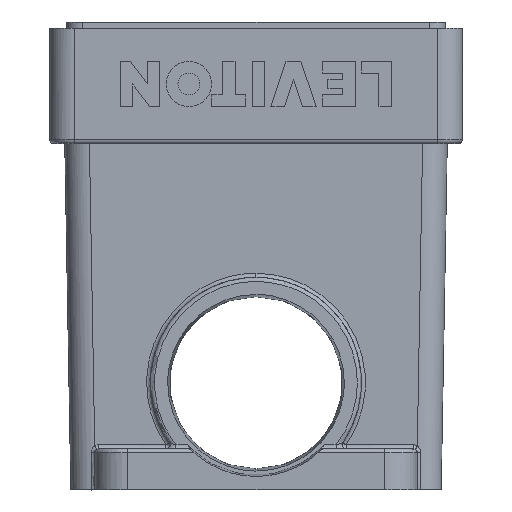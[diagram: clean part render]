
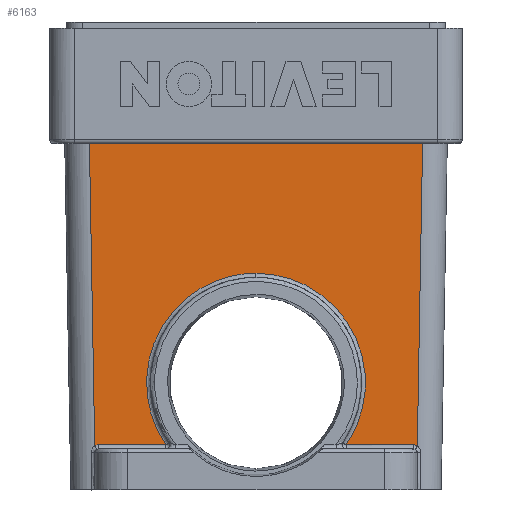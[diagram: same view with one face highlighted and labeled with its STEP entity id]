
A CAD part, front view. The second image highlights one B-rep face of the part: STEP entity #6163.
In plain terms, the highlighted planar face has unit normal (0, -1, -0.018).
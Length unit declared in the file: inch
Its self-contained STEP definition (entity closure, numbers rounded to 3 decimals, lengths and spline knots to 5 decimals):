
#150 = DIRECTION ( 'NONE',  ( 1., 0., 0. ) ) ;
#1061 = CARTESIAN_POINT ( 'NONE',  ( 1.72617, -0.91437, -2.78248 ) ) ;
#1254 = ORIENTED_EDGE ( 'NONE', *, *, #21794, .T. ) ;
#1470 = EDGE_CURVE ( 'NONE', #3000, #11336, #16734, .T. ) ;
#1729 = VERTEX_POINT ( 'NONE', #10428 ) ;
#1811 = EDGE_CURVE ( 'NONE', #3856, #5004, #15262, .T. ) ;
#2282 = CARTESIAN_POINT ( 'NONE',  ( -0.67722, -0.91432, -2.78545 ) ) ;
#2469 = PLANE ( 'NONE',  #2584 ) ;
#2576 = DIRECTION ( 'NONE',  ( 0., -1., -0.017 ) ) ;
#2584 = AXIS2_PLACEMENT_3D ( 'NONE', #11180, #2576, #7040 ) ;
#2791 = CARTESIAN_POINT ( 'NONE',  ( 0.53541, -0.93705, -1.48298 ) ) ;
#2841 = CARTESIAN_POINT ( 'NONE',  ( 1.74804, -0.91432, -2.78545 ) ) ;
#2881 = VECTOR ( 'NONE', #150, 39.37008 ) ;
#2903 =( BOUNDED_CURVE ( )  B_SPLINE_CURVE ( 3, ( #1061, #17806, #2841, #21208 ),
 .UNSPECIFIED., .F., .T. ) 
 B_SPLINE_CURVE_WITH_KNOTS ( ( 4, 4 ),
 ( 0., 0.5409 ),
 .UNSPECIFIED. ) 
 CURVE ( )  GEOMETRIC_REPRESENTATION_ITEM ( )  RATIONAL_B_SPLINE_CURVE ( ( 1., 0.976, 0.976, 1. ) ) 
 REPRESENTATION_ITEM ( '' )  );
#3000 = VERTEX_POINT ( 'NONE', #18033 ) ;
#3556 = ORIENTED_EDGE ( 'NONE', *, *, #14957, .T. ) ;
#3847 = CARTESIAN_POINT ( 'NONE',  ( 1.79758, -0.95421, -0.5 ) ) ;
#3856 = VERTEX_POINT ( 'NONE', #14228 ) ;
#4025 = ORIENTED_EDGE ( 'NONE', *, *, #11476, .T. ) ;
#4554 = CARTESIAN_POINT ( 'NONE',  ( 1.79758, -0.95421, -0.5 ) ) ;
#5004 = VERTEX_POINT ( 'NONE', #20273 ) ;
#5022 = CARTESIAN_POINT ( 'NONE',  ( 0.53541, -0.95421, -0.5 ) ) ;
#5142 = CARTESIAN_POINT ( 'NONE',  ( -0.57878, -0.9253, -2.15629 ) ) ;
#5483 = CARTESIAN_POINT ( 'NONE',  ( -0.68676, -0.91422, -2.79118 ) ) ;
#6163 = ADVANCED_FACE ( 'NONE', ( #17562 ), #2469, .T. ) ;
#6640 = B_SPLINE_CURVE_WITH_KNOTS ( 'NONE', 3,
 ( #9194, #7004, #18898, #13713 ),
 .UNSPECIFIED., .F., .F.,
 ( 4, 4 ),
 ( 0., 0.9796 ),
 .UNSPECIFIED. ) ;
#6971 = VERTEX_POINT ( 'NONE', #9156 ) ;
#7004 = CARTESIAN_POINT ( 'NONE',  ( -0.71342, -0.94088, -1.26373 ) ) ;
#7040 = DIRECTION ( 'NONE',  ( 0., 0.017, -1. ) ) ;
#7690 = CARTESIAN_POINT ( 'NONE',  ( -0.66649, -0.91437, -2.78248 ) ) ;
#7728 = B_SPLINE_CURVE_WITH_KNOTS ( 'NONE', 3,
 ( #18089, #19646, #14798, #4554 ),
 .UNSPECIFIED., .F., .F.,
 ( 4, 4 ),
 ( 0.0204, 1. ),
 .UNSPECIFIED. ) ;
#8134 =( BOUNDED_CURVE ( )  B_SPLINE_CURVE ( 3, ( #2791, #16554, #18305, #12810 ),
 .UNSPECIFIED., .F., .T. ) 
 B_SPLINE_CURVE_WITH_KNOTS ( ( 4, 4 ),
 ( 0., 2.17432 ),
 .UNSPECIFIED. ) 
 CURVE ( )  GEOMETRIC_REPRESENTATION_ITEM ( )  RATIONAL_B_SPLINE_CURVE ( ( 1., 0.643, 0.643, 1. ) ) 
 REPRESENTATION_ITEM ( '' )  );
#8199 = VERTEX_POINT ( 'NONE', #3847 ) ;
#8344 = LINE ( 'NONE', #5022, #16496 ) ;
#8444 = EDGE_CURVE ( 'NONE', #11336, #16854, #14168, .T. ) ;
#8571 = CARTESIAN_POINT ( 'NONE',  ( 0.53541, -0.93705, -1.48298 ) ) ;
#9156 = CARTESIAN_POINT ( 'NONE',  ( 1.75758, -0.91422, -2.79118 ) ) ;
#9194 = CARTESIAN_POINT ( 'NONE',  ( -0.72675, -0.95421, -0.5 ) ) ;
#9494 = ORIENTED_EDGE ( 'NONE', *, *, #1811, .T. ) ;
#10273 = VECTOR ( 'NONE', #20016, 39.37008 ) ;
#10428 = CARTESIAN_POINT ( 'NONE',  ( -0.68676, -0.91422, -2.79118 ) ) ;
#10840 = CARTESIAN_POINT ( 'NONE',  ( -0.14714, -0.91437, -2.78248 ) ) ;
#11180 = CARTESIAN_POINT ( 'NONE',  ( -0.72675, -0.95421, -0.5 ) ) ;
#11336 = VERTEX_POINT ( 'NONE', #10840 ) ;
#11476 = EDGE_CURVE ( 'NONE', #16854, #3856, #8134, .T. ) ;
#11497 = ORIENTED_EDGE ( 'NONE', *, *, #20496, .T. ) ;
#11850 = ORIENTED_EDGE ( 'NONE', *, *, #1470, .T. ) ;
#12481 = EDGE_CURVE ( 'NONE', #1729, #3000, #21608, .T. ) ;
#12632 = EDGE_CURVE ( 'NONE', #8199, #17078, #8344, .T. ) ;
#12810 = CARTESIAN_POINT ( 'NONE',  ( 1.21796, -0.91437, -2.78248 ) ) ;
#13289 = ORIENTED_EDGE ( 'NONE', *, *, #12632, .T. ) ;
#13309 = CARTESIAN_POINT ( 'NONE',  ( -0.08741, -0.91437, -2.78248 ) ) ;
#13606 = CARTESIAN_POINT ( 'NONE',  ( 1.72617, -0.91437, -2.78248 ) ) ;
#13713 = CARTESIAN_POINT ( 'NONE',  ( -0.68676, -0.91422, -2.79118 ) ) ;
#13933 = EDGE_LOOP ( 'NONE', ( #9494, #3556, #1254, #13289, #11497, #17729, #11850, #18279, #4025 ) ) ;
#14168 =( BOUNDED_CURVE ( )  B_SPLINE_CURVE ( 3, ( #20216, #5142, #21643, #8571 ),
 .UNSPECIFIED., .F., .T. ) 
 B_SPLINE_CURVE_WITH_KNOTS ( ( 4, 4 ),
 ( 4.10886, 6.28319 ),
 .UNSPECIFIED. ) 
 CURVE ( )  GEOMETRIC_REPRESENTATION_ITEM ( )  RATIONAL_B_SPLINE_CURVE ( ( 1., 0.643, 0.643, 1. ) ) 
 REPRESENTATION_ITEM ( '' )  );
#14228 = CARTESIAN_POINT ( 'NONE',  ( 1.21796, -0.91437, -2.78248 ) ) ;
#14798 = CARTESIAN_POINT ( 'NONE',  ( 1.78425, -0.94088, -1.26373 ) ) ;
#14957 = EDGE_CURVE ( 'NONE', #5004, #6971, #2903, .T. ) ;
#15262 = LINE ( 'NONE', #13606, #2881 ) ;
#16496 = VECTOR ( 'NONE', #18460, 39.37008 ) ;
#16554 = CARTESIAN_POINT ( 'NONE',  ( 1.29595, -0.93705, -1.48298 ) ) ;
#16734 = LINE ( 'NONE', #13309, #10273 ) ;
#16854 = VERTEX_POINT ( 'NONE', #17986 ) ;
#17078 = VERTEX_POINT ( 'NONE', #17229 ) ;
#17229 = CARTESIAN_POINT ( 'NONE',  ( -0.72675, -0.95421, -0.5 ) ) ;
#17283 = CARTESIAN_POINT ( 'NONE',  ( -0.65535, -0.91437, -2.78248 ) ) ;
#17562 = FACE_OUTER_BOUND ( 'NONE', #13933, .T. ) ;
#17729 = ORIENTED_EDGE ( 'NONE', *, *, #12481, .T. ) ;
#17806 = CARTESIAN_POINT ( 'NONE',  ( 1.73731, -0.91437, -2.78248 ) ) ;
#17986 = CARTESIAN_POINT ( 'NONE',  ( 0.53541, -0.93705, -1.48298 ) ) ;
#18033 = CARTESIAN_POINT ( 'NONE',  ( -0.65535, -0.91437, -2.78248 ) ) ;
#18089 = CARTESIAN_POINT ( 'NONE',  ( 1.75758, -0.91422, -2.79118 ) ) ;
#18279 = ORIENTED_EDGE ( 'NONE', *, *, #8444, .T. ) ;
#18305 = CARTESIAN_POINT ( 'NONE',  ( 1.64961, -0.9253, -2.15629 ) ) ;
#18460 = DIRECTION ( 'NONE',  ( -1., 0., 0. ) ) ;
#18898 = CARTESIAN_POINT ( 'NONE',  ( -0.70009, -0.92755, -2.02746 ) ) ;
#19646 = CARTESIAN_POINT ( 'NONE',  ( 1.77091, -0.92755, -2.02746 ) ) ;
#20016 = DIRECTION ( 'NONE',  ( 1., 0., 0. ) ) ;
#20216 = CARTESIAN_POINT ( 'NONE',  ( -0.14714, -0.91437, -2.78248 ) ) ;
#20273 = CARTESIAN_POINT ( 'NONE',  ( 1.72617, -0.91437, -2.78248 ) ) ;
#20496 = EDGE_CURVE ( 'NONE', #17078, #1729, #6640, .T. ) ;
#21208 = CARTESIAN_POINT ( 'NONE',  ( 1.75758, -0.91422, -2.79118 ) ) ;
#21608 =( BOUNDED_CURVE ( )  B_SPLINE_CURVE ( 3, ( #5483, #2282, #7690, #17283 ),
 .UNSPECIFIED., .F., .F. ) 
 B_SPLINE_CURVE_WITH_KNOTS ( ( 4, 4 ),
 ( 5.74229, 6.28318 ),
 .UNSPECIFIED. ) 
 CURVE ( )  GEOMETRIC_REPRESENTATION_ITEM ( )  RATIONAL_B_SPLINE_CURVE ( ( 1., 0.976, 0.976, 1. ) ) 
 REPRESENTATION_ITEM ( '' )  );
#21643 = CARTESIAN_POINT ( 'NONE',  ( -0.22513, -0.93705, -1.48298 ) ) ;
#21794 = EDGE_CURVE ( 'NONE', #6971, #8199, #7728, .T. ) ;
